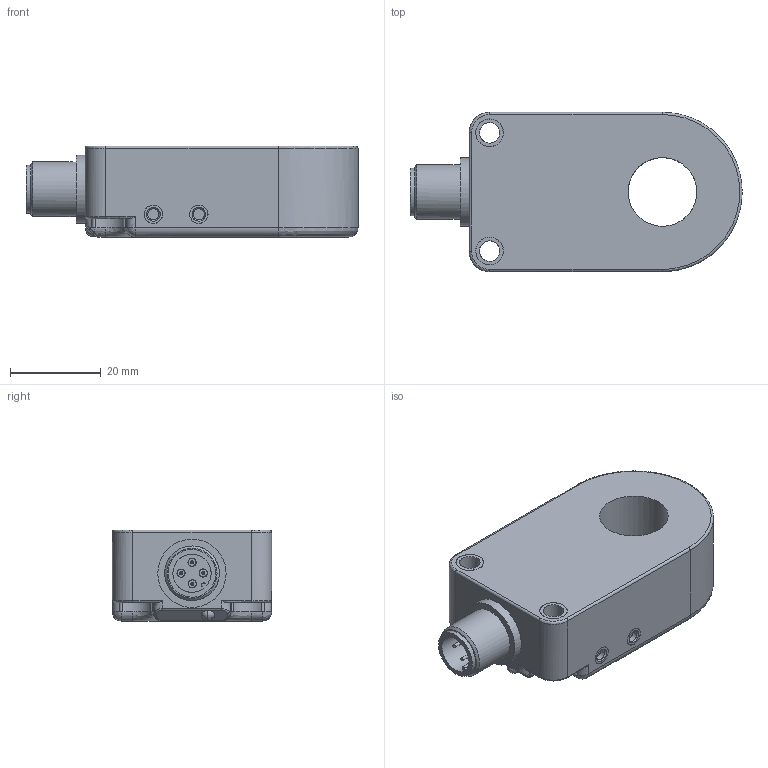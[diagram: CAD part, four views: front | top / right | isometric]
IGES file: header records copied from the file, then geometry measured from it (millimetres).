
Global section: file name: IR15 XSOK-IBS; native system: Autodesk Inventor 2015; preprocessor: unknown; author: lck; date: 20150722.152540; units: millimetre
Bounding box: 72.99 x 35 x 20.2 mm (x, y, z)
Volume: 35194.5 mm3; surface area: 11974.8 mm2
Topology: 5 solids, 7 shells, 254 faces, 652 edges, 436 vertices
Faces by surface type: bspline 254
